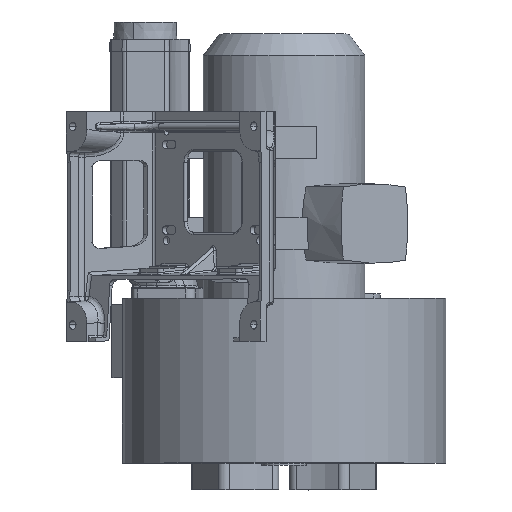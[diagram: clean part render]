
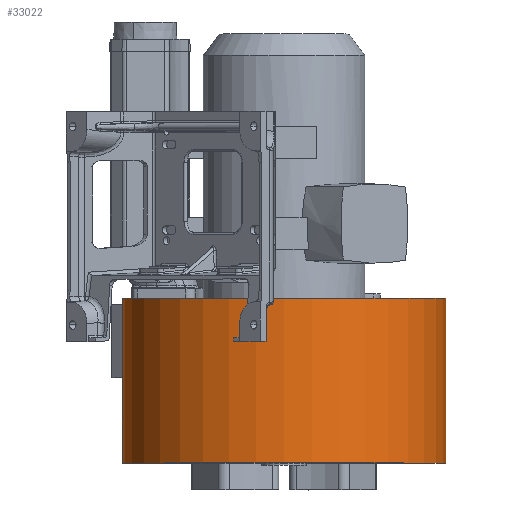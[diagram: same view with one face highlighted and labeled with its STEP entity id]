
A CAD part, top view. The second image highlights one B-rep face of the part: STEP entity #33022.
In plain terms, the highlighted cylindrical face has radius 265 mm (diameter 530 mm), a partial arc.
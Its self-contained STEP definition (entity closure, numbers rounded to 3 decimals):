
#3012=CARTESIAN_POINT('',(0.,200.,0.));
#3013=DIRECTION('',(0.,-1.,0.));
#3014=DIRECTION('',(1.,0.,0.));
#3015=AXIS2_PLACEMENT_3D('',#3012,#3013,#3014);
#3351=DIRECTION('',(0.,1.,0.));
#3352=VECTOR('',#3351,270.);
#3353=CARTESIAN_POINT('',(-265.,-70.,0.));
#3354=LINE('',#3353,#3352);
#7435=CARTESIAN_POINT('',(0.,-70.,0.));
#7436=DIRECTION('',(0.,-1.,0.));
#7437=DIRECTION('',(1.,0.,0.));
#7438=AXIS2_PLACEMENT_3D('',#7435,#7436,#7437);
#7845=DIRECTION('',(0.,1.,0.));
#7846=VECTOR('',#7845,270.);
#7847=CARTESIAN_POINT('',(265.,-70.,0.));
#7848=LINE('',#7847,#7846);
#14782=CARTESIAN_POINT('',(265.,-70.,0.));
#14783=CARTESIAN_POINT('',(-265.,-70.,0.));
#14784=VERTEX_POINT('',#14782);
#14785=VERTEX_POINT('',#14783);
#14818=CARTESIAN_POINT('',(265.,200.,0.));
#14819=CARTESIAN_POINT('',(-265.,200.,0.));
#14820=VERTEX_POINT('',#14818);
#14821=VERTEX_POINT('',#14819);
#33011=CARTESIAN_POINT('',(0.,-70.,0.));
#33012=DIRECTION('',(0.,-1.,0.));
#33013=DIRECTION('',(1.,0.,0.));
#33014=AXIS2_PLACEMENT_3D('',#33011,#33012,#33013);
#33015=CYLINDRICAL_SURFACE('',#33014,265.);
#33016=ORIENTED_EDGE('',*,*,#32244,.T.);
#33017=ORIENTED_EDGE('',*,*,#21557,.T.);
#33018=ORIENTED_EDGE('',*,*,#21295,.F.);
#33019=ORIENTED_EDGE('',*,*,#21527,.F.);
#33020=EDGE_LOOP('',(#33016,#33017,#33018,#33019));
#33021=FACE_OUTER_BOUND('',#33020,.F.);
#33022=ADVANCED_FACE('',(#33021),#33015,.T.);
#3016=CIRCLE('',#3015,265.);
#7439=CIRCLE('',#7438,265.);
#21295=EDGE_CURVE('',#14820,#14821,#3016,.T.);
#21527=EDGE_CURVE('',#14784,#14820,#7848,.T.);
#21557=EDGE_CURVE('',#14785,#14821,#3354,.T.);
#32244=EDGE_CURVE('',#14784,#14785,#7439,.T.);
